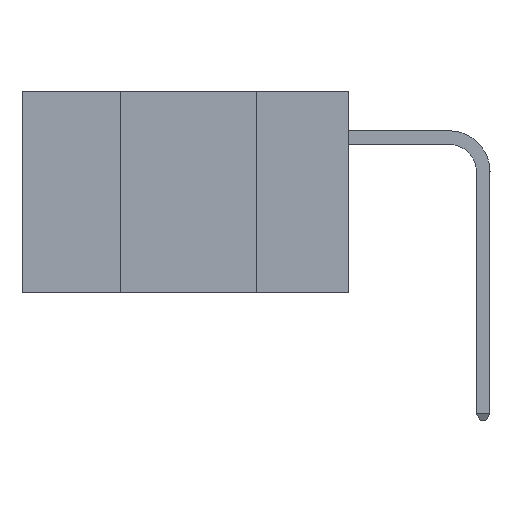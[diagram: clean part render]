
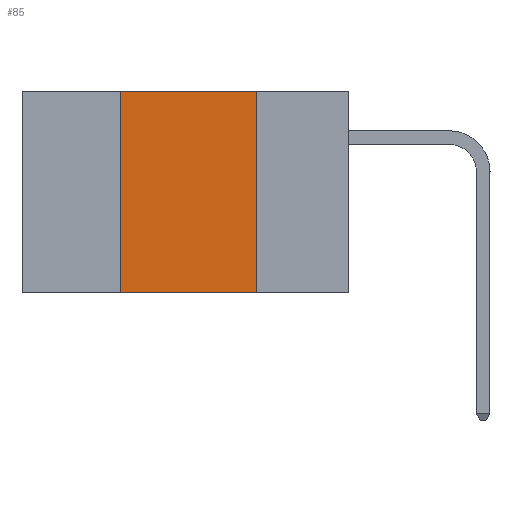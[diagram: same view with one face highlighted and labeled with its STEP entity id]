
A CAD part, left-side view. The second image highlights one B-rep face of the part: STEP entity #85.
In plain terms, the highlighted planar face has unit normal (-1, 0, 0).
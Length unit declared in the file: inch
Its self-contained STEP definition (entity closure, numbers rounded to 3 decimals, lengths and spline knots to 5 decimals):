
#85 = ADVANCED_FACE ( 'NONE', ( #17879 ), #2873, .F. ) ;
#808 = VECTOR ( 'NONE', #4318, 39.37008 ) ;
#1318 = LINE ( 'NONE', #5874, #808 ) ;
#1511 = EDGE_CURVE ( 'NONE', #8788, #5913, #1318, .T. ) ;
#2616 = AXIS2_PLACEMENT_3D ( 'NONE', #8405, #8310, #10063 ) ;
#2873 = PLANE ( 'NONE',  #2616 ) ;
#3535 = CARTESIAN_POINT ( 'NONE',  ( 0., 0.17, 0. ) ) ;
#3623 = VERTEX_POINT ( 'NONE', #3535 ) ;
#4318 = DIRECTION ( 'NONE',  ( 0., -1., 0. ) ) ;
#4688 = CARTESIAN_POINT ( 'NONE',  ( 0., 0.17, 0. ) ) ;
#5608 = DIRECTION ( 'NONE',  ( 0., -1., 0. ) ) ;
#5874 = CARTESIAN_POINT ( 'NONE',  ( 0., 0.6, -0.37 ) ) ;
#5913 = VERTEX_POINT ( 'NONE', #16106 ) ;
#6277 = DIRECTION ( 'NONE',  ( 0., 0., -1. ) ) ;
#6288 = EDGE_CURVE ( 'NONE', #3623, #5913, #8703, .T. ) ;
#6300 = CARTESIAN_POINT ( 'NONE',  ( 0., 0.42, 0. ) ) ;
#8310 = DIRECTION ( 'NONE',  ( 1., 0., 0. ) ) ;
#8405 = CARTESIAN_POINT ( 'NONE',  ( 0., 0.6, 0. ) ) ;
#8703 = LINE ( 'NONE', #4688, #15823 ) ;
#8788 = VERTEX_POINT ( 'NONE', #14888 ) ;
#10063 = DIRECTION ( 'NONE',  ( 0., 0., -1. ) ) ;
#10079 = VECTOR ( 'NONE', #10971, 39.37008 ) ;
#10971 = DIRECTION ( 'NONE',  ( 0., 0., 1. ) ) ;
#14587 = LINE ( 'NONE', #16972, #10079 ) ;
#14888 = CARTESIAN_POINT ( 'NONE',  ( 0., 0.42, -0.37 ) ) ;
#14929 = VECTOR ( 'NONE', #5608, 39.37008 ) ;
#15094 = VERTEX_POINT ( 'NONE', #6300 ) ;
#15476 = EDGE_CURVE ( 'NONE', #15094, #3623, #19344, .T. ) ;
#15522 = EDGE_LOOP ( 'NONE', ( #19537, #19641, #19776, #19792 ) ) ;
#15823 = VECTOR ( 'NONE', #6277, 39.37008 ) ;
#16106 = CARTESIAN_POINT ( 'NONE',  ( 0., 0.17, -0.37 ) ) ;
#16972 = CARTESIAN_POINT ( 'NONE',  ( 0., 0.42, 0. ) ) ;
#17856 = CARTESIAN_POINT ( 'NONE',  ( 0., 0.6, 0. ) ) ;
#17879 = FACE_OUTER_BOUND ( 'NONE', #15522, .T. ) ;
#18160 = EDGE_CURVE ( 'NONE', #8788, #15094, #14587, .T. ) ;
#19344 = LINE ( 'NONE', #17856, #14929 ) ;
#19537 = ORIENTED_EDGE ( 'NONE', *, *, #6288, .F. ) ;
#19641 = ORIENTED_EDGE ( 'NONE', *, *, #15476, .F. ) ;
#19776 = ORIENTED_EDGE ( 'NONE', *, *, #18160, .F. ) ;
#19792 = ORIENTED_EDGE ( 'NONE', *, *, #1511, .T. ) ;
